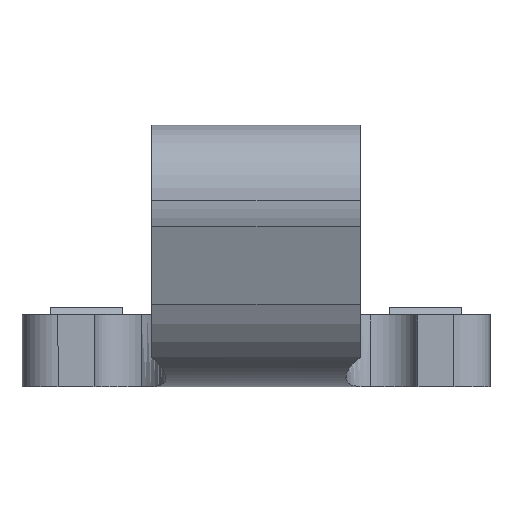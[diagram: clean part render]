
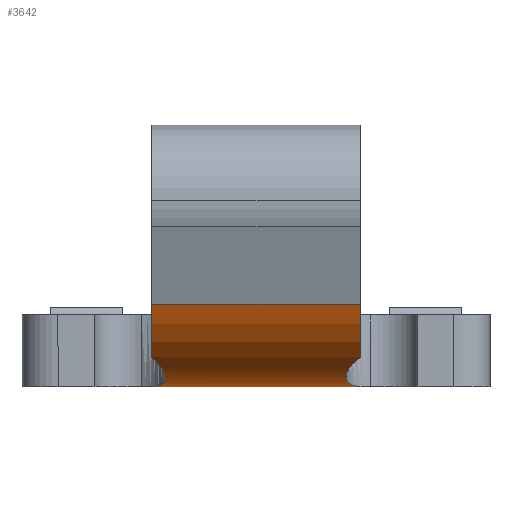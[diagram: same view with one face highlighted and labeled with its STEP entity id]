
A CAD part, left-side view. The second image highlights one B-rep face of the part: STEP entity #3642.
In plain terms, the highlighted cylindrical face has radius 3.5 mm (diameter 7 mm), a partial arc.
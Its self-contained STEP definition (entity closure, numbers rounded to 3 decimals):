
#31 = CARTESIAN_POINT ( 'NONE',  ( -10.903, -2.494, 0.27 ) ) ;
#59 = DIRECTION ( 'NONE',  ( 0., 1., 0. ) ) ;
#278 = CARTESIAN_POINT ( 'NONE',  ( -12.839, -7.348, 2.303 ) ) ;
#319 = DIRECTION ( 'NONE',  ( -1., 0., 0. ) ) ;
#336 = CARTESIAN_POINT ( 'NONE',  ( -9.55, 3.189, 0. ) ) ;
#496 = DIRECTION ( 'NONE',  ( 0., 1., 0. ) ) ;
#532 = EDGE_CURVE ( 'NONE', #2135, #3194, #3525, .T. ) ;
#596 = CARTESIAN_POINT ( 'NONE',  ( -9.944, -2.767, 0.021 ) ) ;
#600 = CARTESIAN_POINT ( 'NONE',  ( -10.787, 2.51, 0.224 ) ) ;
#612 = ORIENTED_EDGE ( 'NONE', *, *, #630, .T. ) ;
#630 = EDGE_CURVE ( 'NONE', #1762, #2273, #2797, .T. ) ;
#636 = CARTESIAN_POINT ( 'NONE',  ( -9.55, -3.5, 0. ) ) ;
#641 = CARTESIAN_POINT ( 'NONE',  ( -11.663, 2.76, 0.704 ) ) ;
#726 = AXIS2_PLACEMENT_3D ( 'NONE', #1202, #1768, #3865 ) ;
#887 = VERTEX_POINT ( 'NONE', #1909 ) ;
#911 = CARTESIAN_POINT ( 'NONE',  ( -10.467, -2.543, 0.121 ) ) ;
#928 = CARTESIAN_POINT ( 'NONE',  ( -10.24, 2.601, 0.067 ) ) ;
#999 = CYLINDRICAL_SURFACE ( 'NONE', #3228, 3.5 ) ;
#1039 = AXIS2_PLACEMENT_3D ( 'NONE', #2723, #1518, #319 ) ;
#1165 = CARTESIAN_POINT ( 'NONE',  ( -10.143, -2.653, 0.049 ) ) ;
#1202 = CARTESIAN_POINT ( 'NONE',  ( -9.55, -2.9, 3.5 ) ) ;
#1210 = CARTESIAN_POINT ( 'NONE',  ( -9.85, -2.837, 0.012 ) ) ;
#1238 = CARTESIAN_POINT ( 'NONE',  ( -11.805, -2.9, 0.823 ) ) ;
#1264 = FACE_OUTER_BOUND ( 'NONE', #3262, .T. ) ;
#1442 = ORIENTED_EDGE ( 'NONE', *, *, #2312, .T. ) ;
#1494 = CARTESIAN_POINT ( 'NONE',  ( -10.132, 2.644, 0.047 ) ) ;
#1518 = DIRECTION ( 'NONE',  ( 0., -1., 0. ) ) ;
#1582 = ORIENTED_EDGE ( 'NONE', *, *, #2456, .F. ) ;
#1660 = ORIENTED_EDGE ( 'NONE', *, *, #532, .T. ) ;
#1742 = DIRECTION ( 'NONE',  ( 0., 1., 0. ) ) ;
#1754 = CARTESIAN_POINT ( 'NONE',  ( -9.55, 3.189, 0. ) ) ;
#1762 = VERTEX_POINT ( 'NONE', #2281 ) ;
#1768 = DIRECTION ( 'NONE',  ( 0., 1., 0. ) ) ;
#1793 = CARTESIAN_POINT ( 'NONE',  ( -9.669, 2.988, 0. ) ) ;
#1845 = CARTESIAN_POINT ( 'NONE',  ( -11.207, 2.554, 0.415 ) ) ;
#1909 = CARTESIAN_POINT ( 'NONE',  ( -9.55, -3.189, 0. ) ) ;
#2072 = CARTESIAN_POINT ( 'NONE',  ( -10.569, 2.527, 0.15 ) ) ;
#2083 = CARTESIAN_POINT ( 'NONE',  ( -10.894, 2.51, 0.267 ) ) ;
#2135 = VERTEX_POINT ( 'NONE', #2873 ) ;
#2209 = ORIENTED_EDGE ( 'NONE', *, *, #2317, .T. ) ;
#2273 = VERTEX_POINT ( 'NONE', #1754 ) ;
#2281 = CARTESIAN_POINT ( 'NONE',  ( -11.805, 2.9, 0.823 ) ) ;
#2312 = EDGE_CURVE ( 'NONE', #3194, #1762, #3219, .T. ) ;
#2317 = EDGE_CURVE ( 'NONE', #887, #2459, #3606, .T. ) ;
#2372 = CARTESIAN_POINT ( 'NONE',  ( -10.576, -2.522, 0.152 ) ) ;
#2386 = CARTESIAN_POINT ( 'NONE',  ( -11.504, -2.633, 0.587 ) ) ;
#2420 = CARTESIAN_POINT ( 'NONE',  ( -11.805, 2.9, 0.823 ) ) ;
#2456 = EDGE_CURVE ( 'NONE', #887, #2273, #3405, .T. ) ;
#2459 = VERTEX_POINT ( 'NONE', #1238 ) ;
#2497 = CIRCLE ( 'NONE', #726, 3.5 ) ;
#2534 = VECTOR ( 'NONE', #1742, 1000. ) ;
#2635 = CARTESIAN_POINT ( 'NONE',  ( -9.55, -3.189, 0. ) ) ;
#2664 = EDGE_CURVE ( 'NONE', #2459, #2135, #2497, .T. ) ;
#2679 = CARTESIAN_POINT ( 'NONE',  ( -11.213, -2.532, 0.418 ) ) ;
#2699 = CARTESIAN_POINT ( 'NONE',  ( -10.457, 2.543, 0.118 ) ) ;
#2710 = CARTESIAN_POINT ( 'NONE',  ( -9.684, -2.999, 0.002 ) ) ;
#2723 = CARTESIAN_POINT ( 'NONE',  ( -9.55, 2.9, 3.5 ) ) ;
#2740 = CARTESIAN_POINT ( 'NONE',  ( -11.104, 2.532, 0.362 ) ) ;
#2793 = VECTOR ( 'NONE', #59, 1000. ) ;
#2797 = B_SPLINE_CURVE_WITH_KNOTS ( 'NONE', 3,
 ( #2420, #641, #3651, #1845, #2740, #2083, #600, #2072, #2699, #928, #1494, #3595, #1793, #336 ),
 .UNSPECIFIED., .F., .F.,
 ( 4, 2, 2, 2, 2, 2, 4 ),
 ( 0., 0.001, 0.001, 0.001, 0.002, 0.002, 0.003 ),
 .UNSPECIFIED. ) ;
#2873 = CARTESIAN_POINT ( 'NONE',  ( -12.839, -2.9, 2.303 ) ) ;
#2937 = ORIENTED_EDGE ( 'NONE', *, *, #2664, .T. ) ;
#2957 = CARTESIAN_POINT ( 'NONE',  ( -12.839, 2.9, 2.303 ) ) ;
#3194 = VERTEX_POINT ( 'NONE', #2957 ) ;
#3219 = CIRCLE ( 'NONE', #1039, 3.5 ) ;
#3228 = AXIS2_PLACEMENT_3D ( 'NONE', #3241, #496, #3482 ) ;
#3241 = CARTESIAN_POINT ( 'NONE',  ( -9.55, -7.348, 3.5 ) ) ;
#3262 = EDGE_LOOP ( 'NONE', ( #1660, #1442, #612, #1582, #2209, #2937 ) ) ;
#3281 = CARTESIAN_POINT ( 'NONE',  ( -10.251, -2.608, 0.069 ) ) ;
#3325 = CARTESIAN_POINT ( 'NONE',  ( -10.794, -2.496, 0.227 ) ) ;
#3405 = LINE ( 'NONE', #636, #2793 ) ;
#3482 = DIRECTION ( 'NONE',  ( -1., 0., 0. ) ) ;
#3525 = LINE ( 'NONE', #278, #2534 ) ;
#3538 = CARTESIAN_POINT ( 'NONE',  ( -9.612, -3.09, 0. ) ) ;
#3563 = CARTESIAN_POINT ( 'NONE',  ( -11.805, -2.9, 0.823 ) ) ;
#3593 = CARTESIAN_POINT ( 'NONE',  ( -11.668, -2.749, 0.708 ) ) ;
#3595 = CARTESIAN_POINT ( 'NONE',  ( -9.833, 2.815, 0.006 ) ) ;
#3606 = B_SPLINE_CURVE_WITH_KNOTS ( 'NONE', 3,
 ( #2635, #3538, #2710, #1210, #596, #1165, #3281, #911, #2372, #3325, #31, #3860, #2679, #2386, #3593, #3563 ),
 .UNSPECIFIED., .F., .F.,
 ( 4, 2, 2, 2, 2, 2, 2, 4 ),
 ( 0., 0., 0.001, 0.001, 0.001, 0.002, 0.002, 0.003 ),
 .UNSPECIFIED. ) ;
#3642 = ADVANCED_FACE ( 'NONE', ( #1264 ), #999, .T. ) ;
#3651 = CARTESIAN_POINT ( 'NONE',  ( -11.497, 2.653, 0.583 ) ) ;
#3860 = CARTESIAN_POINT ( 'NONE',  ( -11.112, -2.512, 0.366 ) ) ;
#3865 = DIRECTION ( 'NONE',  ( -1., 0., 0. ) ) ;
